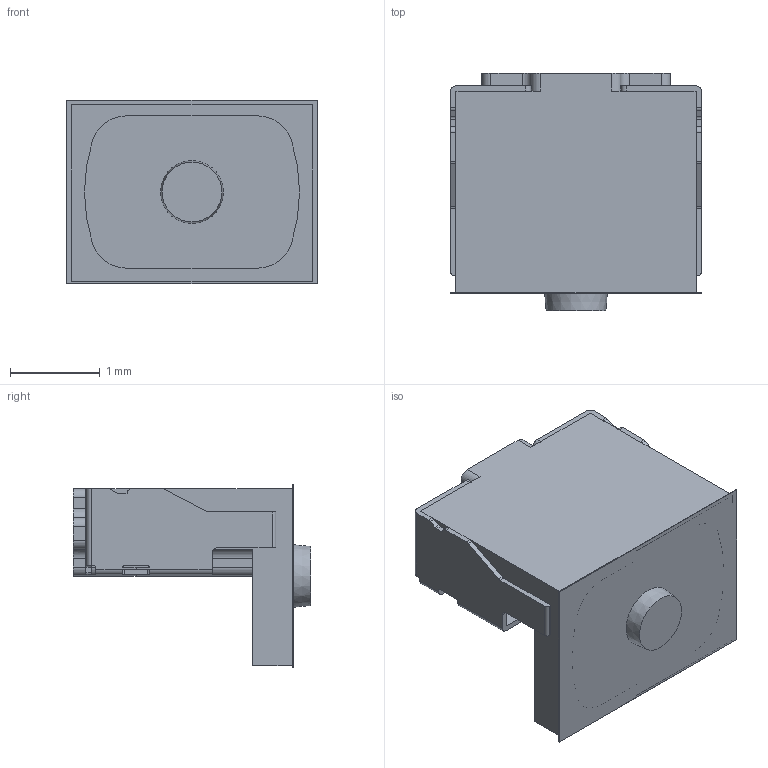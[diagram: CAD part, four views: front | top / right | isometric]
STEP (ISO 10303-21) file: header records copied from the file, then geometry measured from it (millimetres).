
FILE_DESCRIPTION((''),'2;1');
FILE_NAME('TL4110AF160Q.stp','2017-10-31T14:56:24',('mroman'),(''),'Autodesk Inventor 2012','Autodesk Inventor 2012','');
FILE_SCHEMA(('CONFIG_CONTROL_DESIGN'));
Length unit declared in the file: inch
Products named in the file (1): Part3
Bounding box: 2.8 x 2.65 x 2.05 mm (x, y, z)
Volume: 5.4 mm3; surface area: 53.5 mm2
Topology: 1 solids, 3 shells, 180 faces, 532 edges, 348 vertices
Faces by surface type: plane 101, cylinder 72, cone 5, bspline 2
Entity records: 6091 total; most frequent: CARTESIAN_POINT 1142, ORIENTED_EDGE 1058, DIRECTION 1043, EDGE_CURVE 529, VECTOR 349, LINE 349, AXIS2_PLACEMENT_3D 347, VERTEX_POINT 344
